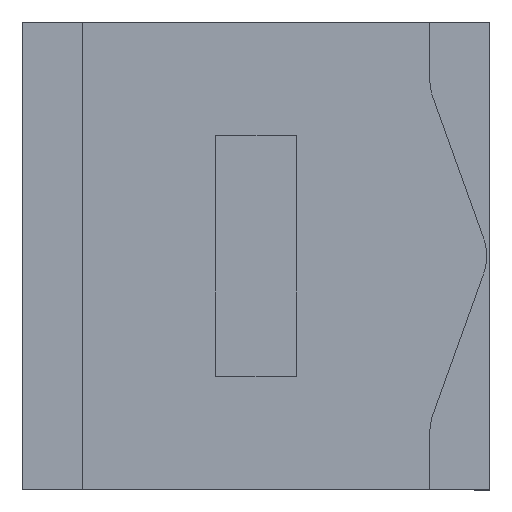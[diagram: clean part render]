
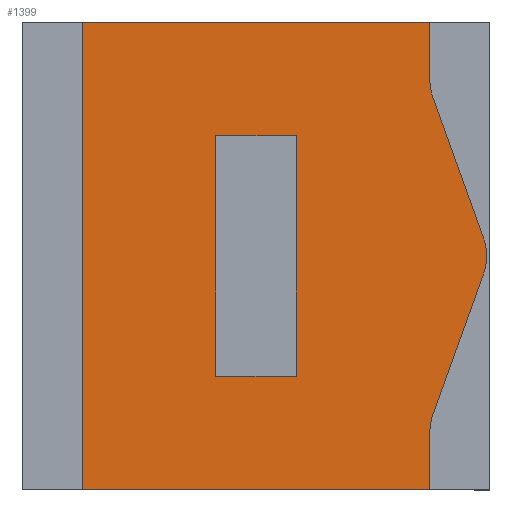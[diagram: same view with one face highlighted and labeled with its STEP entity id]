
A CAD part, top view. The second image highlights one B-rep face of the part: STEP entity #1399.
In plain terms, the highlighted planar face has unit normal (0, 0, 1).
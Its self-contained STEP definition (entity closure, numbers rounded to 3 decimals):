
#6 = FACE_BOUND ( 'NONE', #1417, .T. ) ;
#9 = ORIENTED_EDGE ( 'NONE', *, *, #1657, .T. ) ;
#45 = VERTEX_POINT ( 'NONE', #1905 ) ;
#47 = VECTOR ( 'NONE', #1750, 1000. ) ;
#48 = DIRECTION ( 'NONE',  ( 0., 0., 1. ) ) ;
#65 = DIRECTION ( 'NONE',  ( 0., 0., -1. ) ) ;
#66 = EDGE_CURVE ( 'NONE', #916, #870, #1079, .T. ) ;
#72 = CARTESIAN_POINT ( 'NONE',  ( -1.3, 1.75, 0. ) ) ;
#77 = DIRECTION ( 'NONE',  ( 0., 1., 0. ) ) ;
#80 = ORIENTED_EDGE ( 'NONE', *, *, #475, .T. ) ;
#102 = LINE ( 'NONE', #1420, #47 ) ;
#108 = FACE_OUTER_BOUND ( 'NONE', #180, .T. ) ;
#118 = VECTOR ( 'NONE', #77, 1000. ) ;
#134 = LINE ( 'NONE', #788, #825 ) ;
#149 = EDGE_CURVE ( 'NONE', #870, #1778, #1233, .T. ) ;
#180 = EDGE_LOOP ( 'NONE', ( #914, #1016, #195, #585, #1461, #9, #547, #80, #1240, #464, #958 ) ) ;
#190 = CARTESIAN_POINT ( 'NONE',  ( 1.3, 1.75, 0. ) ) ;
#195 = ORIENTED_EDGE ( 'NONE', *, *, #66, .T. ) ;
#247 = LINE ( 'NONE', #759, #1384 ) ;
#251 = VERTEX_POINT ( 'NONE', #688 ) ;
#256 = CARTESIAN_POINT ( 'NONE',  ( -1.3, 1.75, 0. ) ) ;
#281 = LINE ( 'NONE', #532, #571 ) ;
#285 = CIRCLE ( 'NONE', #824, 0.4 ) ;
#303 = DIRECTION ( 'NONE',  ( 0., 0., 1. ) ) ;
#318 = LINE ( 'NONE', #1904, #1812 ) ;
#331 = CARTESIAN_POINT ( 'NONE',  ( 1.325, 0., 0. ) ) ;
#353 = CARTESIAN_POINT ( 'NONE',  ( 1.3, -1.32, 0. ) ) ;
#373 = CARTESIAN_POINT ( 'NONE',  ( 1.701, -0.135, 0. ) ) ;
#382 = CARTESIAN_POINT ( 'NONE',  ( 1.324, 1.184, 0. ) ) ;
#417 = VECTOR ( 'NONE', #1053, 1000. ) ;
#449 = EDGE_CURVE ( 'NONE', #1573, #681, #1917, .T. ) ;
#452 = AXIS2_PLACEMENT_3D ( 'NONE', #594, #1652, #748 ) ;
#459 = CARTESIAN_POINT ( 'NONE',  ( 0.3, -0.9, 0. ) ) ;
#464 = ORIENTED_EDGE ( 'NONE', *, *, #1444, .T. ) ;
#466 = VECTOR ( 'NONE', #1096, 1000. ) ;
#475 = EDGE_CURVE ( 'NONE', #1474, #1464, #318, .T. ) ;
#494 = CARTESIAN_POINT ( 'NONE',  ( -0.3, -0.9, 0. ) ) ;
#532 = CARTESIAN_POINT ( 'NONE',  ( 0.3, -0.9, 0. ) ) ;
#536 = VERTEX_POINT ( 'NONE', #256 ) ;
#547 = ORIENTED_EDGE ( 'NONE', *, *, #1790, .T. ) ;
#552 = LINE ( 'NONE', #190, #118 ) ;
#559 = ORIENTED_EDGE ( 'NONE', *, *, #449, .F. ) ;
#571 = VECTOR ( 'NONE', #1588, 1000. ) ;
#585 = ORIENTED_EDGE ( 'NONE', *, *, #149, .T. ) ;
#594 = CARTESIAN_POINT ( 'NONE',  ( 1.325, 0., 0. ) ) ;
#626 = CARTESIAN_POINT ( 'NONE',  ( 0.3, 0.9, 0. ) ) ;
#632 = DIRECTION ( 'NONE',  ( 0., 0., -1. ) ) ;
#677 = ORIENTED_EDGE ( 'NONE', *, *, #1621, .F. ) ;
#681 = VERTEX_POINT ( 'NONE', #1069 ) ;
#688 = CARTESIAN_POINT ( 'NONE',  ( 1.725, 0., 0. ) ) ;
#703 = CARTESIAN_POINT ( 'NONE',  ( 0.3, 0.9, 0. ) ) ;
#727 = VECTOR ( 'NONE', #1019, 1000. ) ;
#748 = DIRECTION ( 'NONE',  ( 1., 0., 0. ) ) ;
#759 = CARTESIAN_POINT ( 'NONE',  ( -1.3, -1.75, 0. ) ) ;
#774 = EDGE_CURVE ( 'NONE', #1874, #1692, #134, .T. ) ;
#788 = CARTESIAN_POINT ( 'NONE',  ( 1.701, -0.135, 0. ) ) ;
#796 = VERTEX_POINT ( 'NONE', #984 ) ;
#805 = LINE ( 'NONE', #459, #417 ) ;
#824 = AXIS2_PLACEMENT_3D ( 'NONE', #1199, #303, #1344 ) ;
#825 = VECTOR ( 'NONE', #1102, 1000. ) ;
#869 = EDGE_CURVE ( 'NONE', #1778, #796, #552, .T. ) ;
#870 = VERTEX_POINT ( 'NONE', #382 ) ;
#893 = ORIENTED_EDGE ( 'NONE', *, *, #898, .F. ) ;
#898 = EDGE_CURVE ( 'NONE', #1337, #45, #805, .T. ) ;
#902 = VECTOR ( 'NONE', #1395, 1000. ) ;
#907 = DIRECTION ( 'NONE',  ( 0., -1., 0. ) ) ;
#914 = ORIENTED_EDGE ( 'NONE', *, *, #1258, .T. ) ;
#916 = VERTEX_POINT ( 'NONE', #1659 ) ;
#927 = PLANE ( 'NONE',  #1358 ) ;
#943 = CARTESIAN_POINT ( 'NONE',  ( 1.3, -1.75, 0. ) ) ;
#958 = ORIENTED_EDGE ( 'NONE', *, *, #774, .T. ) ;
#963 = LINE ( 'NONE', #72, #466 ) ;
#984 = CARTESIAN_POINT ( 'NONE',  ( 1.3, 1.75, 0. ) ) ;
#1016 = ORIENTED_EDGE ( 'NONE', *, *, #1282, .T. ) ;
#1019 = DIRECTION ( 'NONE',  ( -0.339, 0.941, 0. ) ) ;
#1043 = EDGE_CURVE ( 'NONE', #45, #1573, #281, .T. ) ;
#1053 = DIRECTION ( 'NONE',  ( 1., 0., 0. ) ) ;
#1069 = CARTESIAN_POINT ( 'NONE',  ( -0.3, 0.9, 0. ) ) ;
#1074 = DIRECTION ( 'NONE',  ( 1., 0., 0. ) ) ;
#1079 = LINE ( 'NONE', #1920, #727 ) ;
#1096 = DIRECTION ( 'NONE',  ( -1., 0., 0. ) ) ;
#1097 = DIRECTION ( 'NONE',  ( 1., 0., 0. ) ) ;
#1102 = DIRECTION ( 'NONE',  ( 0.339, 0.941, 0. ) ) ;
#1157 = EDGE_CURVE ( 'NONE', #1464, #1475, #102, .T. ) ;
#1199 = CARTESIAN_POINT ( 'NONE',  ( 1.325, 0., 0. ) ) ;
#1233 = CIRCLE ( 'NONE', #1455, 0.4 ) ;
#1240 = ORIENTED_EDGE ( 'NONE', *, *, #1157, .T. ) ;
#1247 = CARTESIAN_POINT ( 'NONE',  ( -1.3, -1.75, 0. ) ) ;
#1258 = EDGE_CURVE ( 'NONE', #1692, #251, #285, .T. ) ;
#1282 = EDGE_CURVE ( 'NONE', #251, #916, #1776, .T. ) ;
#1320 = LINE ( 'NONE', #494, #902 ) ;
#1337 = VERTEX_POINT ( 'NONE', #1663 ) ;
#1344 = DIRECTION ( 'NONE',  ( 1., 0., 0. ) ) ;
#1358 = AXIS2_PLACEMENT_3D ( 'NONE', #331, #48, #1074 ) ;
#1384 = VECTOR ( 'NONE', #907, 1000. ) ;
#1395 = DIRECTION ( 'NONE',  ( 0., -1., 0. ) ) ;
#1399 = ADVANCED_FACE ( 'NONE', ( #6, #108 ), #927, .T. ) ;
#1417 = EDGE_LOOP ( 'NONE', ( #559, #1895, #893, #677 ) ) ;
#1420 = CARTESIAN_POINT ( 'NONE',  ( 1.3, -1.32, 0. ) ) ;
#1431 = CARTESIAN_POINT ( 'NONE',  ( 1.7, 1.32, 0. ) ) ;
#1444 = EDGE_CURVE ( 'NONE', #1475, #1874, #1542, .T. ) ;
#1455 = AXIS2_PLACEMENT_3D ( 'NONE', #1431, #65, #1097 ) ;
#1461 = ORIENTED_EDGE ( 'NONE', *, *, #869, .T. ) ;
#1464 = VERTEX_POINT ( 'NONE', #943 ) ;
#1465 = DIRECTION ( 'NONE',  ( -1., 0., 0. ) ) ;
#1474 = VERTEX_POINT ( 'NONE', #1247 ) ;
#1475 = VERTEX_POINT ( 'NONE', #353 ) ;
#1496 = CARTESIAN_POINT ( 'NONE',  ( 1.3, 1.32, 0. ) ) ;
#1542 = CIRCLE ( 'NONE', #1660, 0.4 ) ;
#1543 = CARTESIAN_POINT ( 'NONE',  ( 1.7, -1.32, 0. ) ) ;
#1573 = VERTEX_POINT ( 'NONE', #626 ) ;
#1588 = DIRECTION ( 'NONE',  ( 0., 1., 0. ) ) ;
#1612 = DIRECTION ( 'NONE',  ( 1., 0., 0. ) ) ;
#1621 = EDGE_CURVE ( 'NONE', #681, #1337, #1320, .T. ) ;
#1652 = DIRECTION ( 'NONE',  ( 0., 0., 1. ) ) ;
#1657 = EDGE_CURVE ( 'NONE', #796, #536, #963, .T. ) ;
#1659 = CARTESIAN_POINT ( 'NONE',  ( 1.701, 0.135, 0. ) ) ;
#1660 = AXIS2_PLACEMENT_3D ( 'NONE', #1543, #632, #1695 ) ;
#1663 = CARTESIAN_POINT ( 'NONE',  ( -0.3, -0.9, 0. ) ) ;
#1689 = CARTESIAN_POINT ( 'NONE',  ( 1.324, -1.184, 0. ) ) ;
#1692 = VERTEX_POINT ( 'NONE', #373 ) ;
#1695 = DIRECTION ( 'NONE',  ( 1., 0., 0. ) ) ;
#1750 = DIRECTION ( 'NONE',  ( 0., 1., 0. ) ) ;
#1776 = CIRCLE ( 'NONE', #452, 0.4 ) ;
#1778 = VERTEX_POINT ( 'NONE', #1496 ) ;
#1790 = EDGE_CURVE ( 'NONE', #536, #1474, #247, .T. ) ;
#1812 = VECTOR ( 'NONE', #1612, 1000. ) ;
#1864 = VECTOR ( 'NONE', #1465, 1000. ) ;
#1874 = VERTEX_POINT ( 'NONE', #1689 ) ;
#1895 = ORIENTED_EDGE ( 'NONE', *, *, #1043, .F. ) ;
#1904 = CARTESIAN_POINT ( 'NONE',  ( 1.3, -1.75, 0. ) ) ;
#1905 = CARTESIAN_POINT ( 'NONE',  ( 0.3, -0.9, 0. ) ) ;
#1917 = LINE ( 'NONE', #703, #1864 ) ;
#1920 = CARTESIAN_POINT ( 'NONE',  ( 1.324, 1.184, 0. ) ) ;
